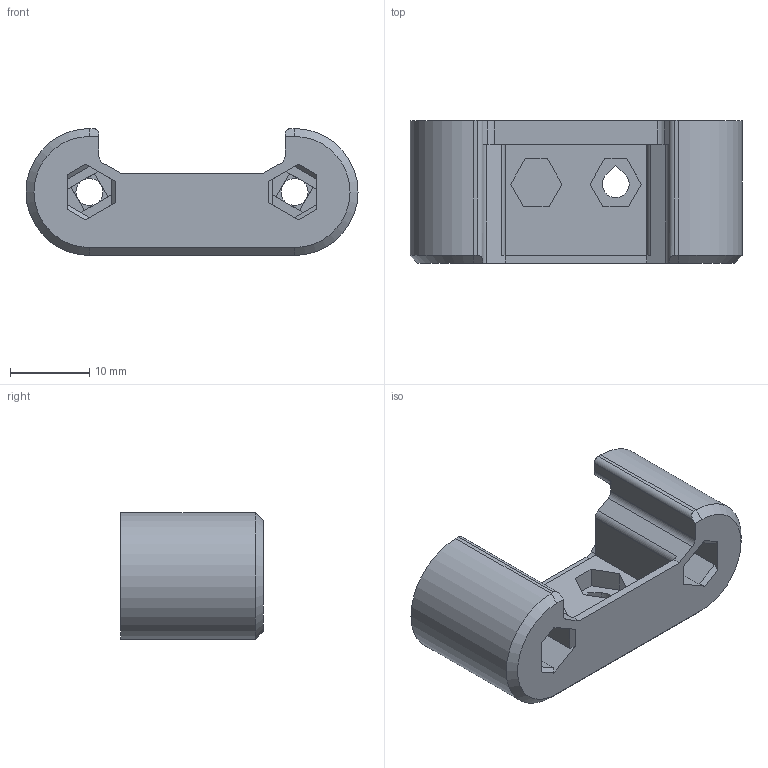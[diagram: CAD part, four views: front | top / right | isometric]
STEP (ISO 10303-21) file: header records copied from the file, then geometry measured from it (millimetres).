
FILE_DESCRIPTION(('STEP AP242'), '1');
FILE_NAME('ﾎ魵瑙韃', '', ('UNSPECIFIED'), ('UNSPECIFIED'), 'C3D Converter', 'C3D Toolkit', '');
FILE_SCHEMA(('AP242_MANAGED_MODEL_BASED_3D_ENGINEERING_MIM_LF { 1 0 10303 442 1 1 4 }'));
Length unit declared in the file: millimetre
Products named in the file (5): -06; -03; -02
Assembly tree (4 placements, depth 3):
  (unnamed)
    -06
      (unnamed)
    -03
      -02
Bounding box: 41.85 x 18 x 16 mm (x, y, z)
Volume: 5488.5 mm3; surface area: 3863.6 mm2
Topology: 2 solids, 2 shells, 111 faces, 301 edges, 196 vertices
Faces by surface type: plane 91, cylinder 18, cone 2
Full cylindrical faces by diameter (mm): 3.4 x2
Entity records: 3722 total; most frequent: CARTESIAN_POINT 617, ORIENTED_EDGE 598, DIRECTION 571, EDGE_CURVE 299, LINE 255, VECTOR 255, VERTEX_POINT 196, AXIS2_PLACEMENT_3D 158
